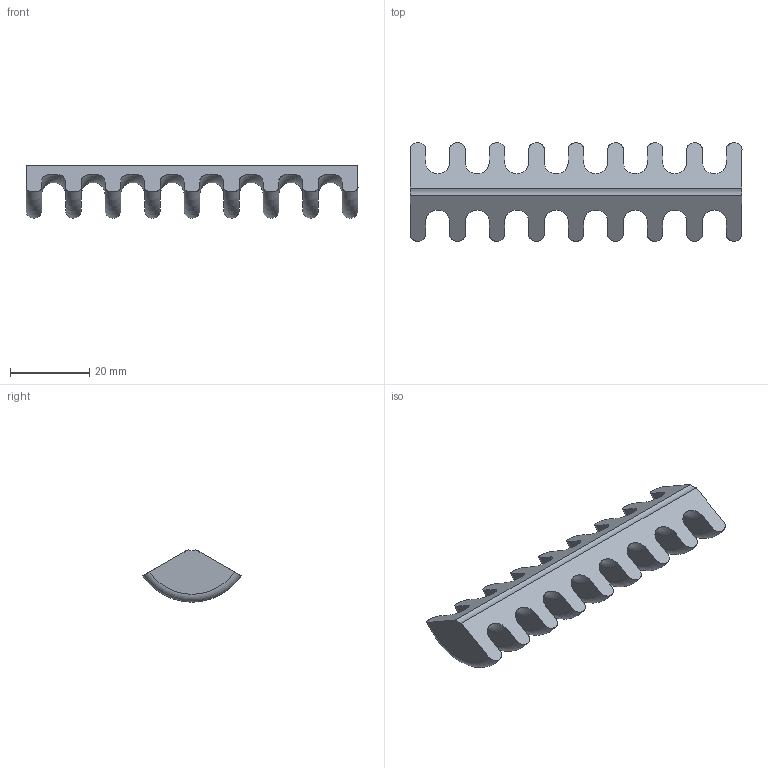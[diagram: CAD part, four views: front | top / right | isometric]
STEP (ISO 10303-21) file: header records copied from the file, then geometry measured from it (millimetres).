
FILE_DESCRIPTION(/* description */ (''),/* implementation_level */ '2;1');
FILE_NAME(/* name */ 'in bellow.stp',/* time_stamp */ '2023-08-28T17:53:18+08:00',/* author */ (''),/* organization */ (''),/* preprocessor_version */ 'ST-DEVELOPER v16.7',/* originating_system */ 'SIEMENS PLM Software NX 12.0',/* authorisation */ '');
FILE_SCHEMA (('AUTOMOTIVE_DESIGN { 1 0 10303 214 3 1 1 1 }'));
Length unit declared in the file: millimetre
Products named in the file (1): in bellow
Bounding box: 84 x 24.92 x 13.26 mm (x, y, z)
Volume: 8538.5 mm3; surface area: 5755.2 mm2
Topology: 1 solids, 1 shells, 38 faces, 108 edges, 72 vertices
Faces by surface type: plane 20, torus 17, cylinder 1
Entity records: 2251 total; most frequent: CARTESIAN_POINT 1266, ORIENTED_EDGE 216, DIRECTION 188, EDGE_CURVE 108, AXIS2_PLACEMENT_3D 75, VERTEX_POINT 72, ADVANCED_FACE 38, FACE_OUTER_BOUND 38
